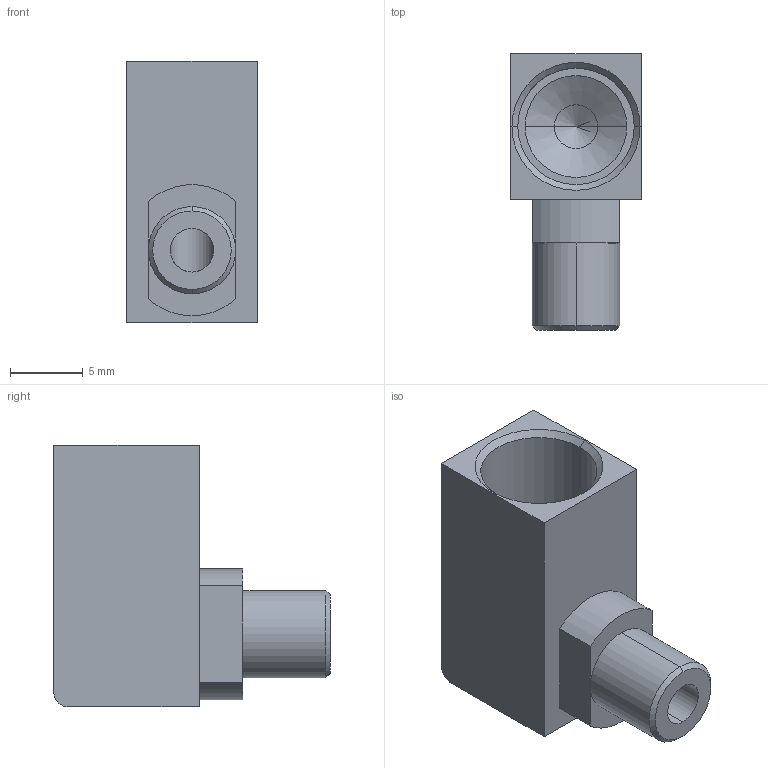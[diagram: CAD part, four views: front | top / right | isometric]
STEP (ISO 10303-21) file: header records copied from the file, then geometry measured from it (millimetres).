
FILE_DESCRIPTION (( 'STEP AP203' ), '1' );
FILE_NAME ('OB-M6-M8.STEP', '2013-10-24T06:28:58', ( 'CPC' ), ( '' ), 'SwSTEP 2.0', 'SolidWorks 2010', '' );
FILE_SCHEMA (( 'CONFIG_CONTROL_DESIGN' ));
Length unit declared in the file: millimetre
Products named in the file (1): OB-M6-M8
Bounding box: 9 x 19 x 18 mm (x, y, z)
Volume: 1342.4 mm3; surface area: 1424.9 mm2
Topology: 1 solids, 1 shells, 35 faces, 82 edges, 49 vertices
Faces by surface type: cylinder 15, plane 12, cone 8
Entity records: 1063 total; most frequent: DIRECTION 180, CARTESIAN_POINT 177, ORIENTED_EDGE 160, EDGE_CURVE 80, AXIS2_PLACEMENT_3D 68, VERTEX_POINT 49, LINE 44, VECTOR 44
